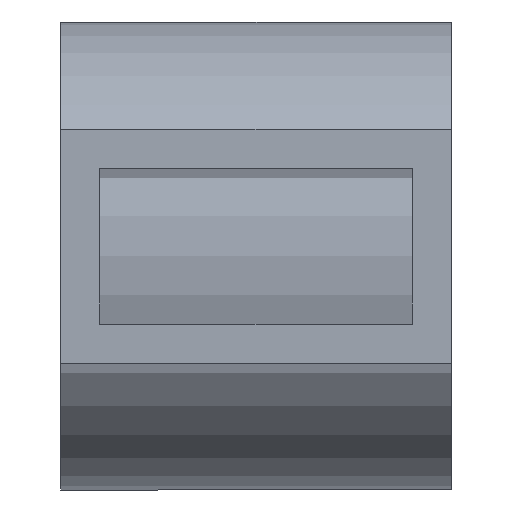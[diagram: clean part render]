
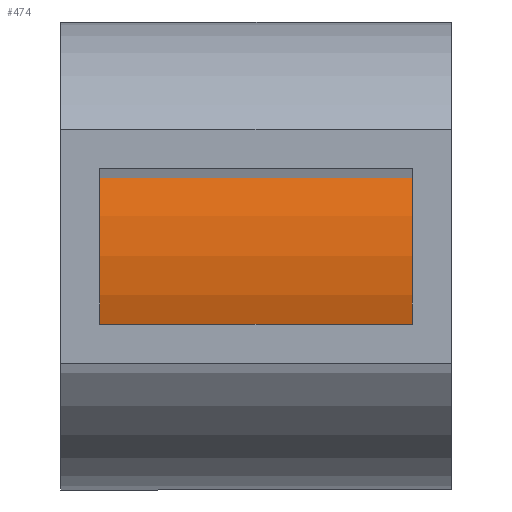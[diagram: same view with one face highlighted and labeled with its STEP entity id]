
A CAD part, top view. The second image highlights one B-rep face of the part: STEP entity #474.
In plain terms, the highlighted cylindrical face has radius 6 mm (diameter 12 mm), a partial arc.
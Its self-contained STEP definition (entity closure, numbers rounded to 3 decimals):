
#5 = CARTESIAN_POINT ( 'NONE',  ( -4., 2., 10.657 ) ) ;
#12 = VERTEX_POINT ( 'NONE', #67 ) ;
#17 = ORIENTED_EDGE ( 'NONE', *, *, #657, .T. ) ;
#21 = DIRECTION ( 'NONE',  ( -1., 0., 0. ) ) ;
#34 = AXIS2_PLACEMENT_3D ( 'NONE', #495, #21, #385 ) ;
#52 = EDGE_CURVE ( 'NONE', #12, #411, #184, .T. ) ;
#67 = CARTESIAN_POINT ( 'NONE',  ( -4., -2., 10.657 ) ) ;
#102 = ORIENTED_EDGE ( 'NONE', *, *, #52, .T. ) ;
#133 = CARTESIAN_POINT ( 'NONE',  ( 5., 2., 10.657 ) ) ;
#153 = EDGE_LOOP ( 'NONE', ( #17, #565, #361, #102 ) ) ;
#165 = CARTESIAN_POINT ( 'NONE',  ( 5., 0., 5. ) ) ;
#184 = LINE ( 'NONE', #646, #478 ) ;
#190 = VERTEX_POINT ( 'NONE', #458 ) ;
#215 = FACE_OUTER_BOUND ( 'NONE', #153, .T. ) ;
#229 = DIRECTION ( 'NONE',  ( 1., 0., 0. ) ) ;
#274 = CARTESIAN_POINT ( 'NONE',  ( 4., -2., 10.657 ) ) ;
#313 = DIRECTION ( 'NONE',  ( 0., -1., 0. ) ) ;
#361 = ORIENTED_EDGE ( 'NONE', *, *, #480, .T. ) ;
#385 = DIRECTION ( 'NONE',  ( 0., 0., 1. ) ) ;
#389 = DIRECTION ( 'NONE',  ( -1., 0., 0. ) ) ;
#411 = VERTEX_POINT ( 'NONE', #274 ) ;
#418 = CYLINDRICAL_SURFACE ( 'NONE', #434, 6. ) ;
#428 = LINE ( 'NONE', #133, #476 ) ;
#434 = AXIS2_PLACEMENT_3D ( 'NONE', #165, #575, #313 ) ;
#444 = DIRECTION ( 'NONE',  ( 0., 0., -1. ) ) ;
#454 = VERTEX_POINT ( 'NONE', #5 ) ;
#458 = CARTESIAN_POINT ( 'NONE',  ( 4., 2., 10.657 ) ) ;
#474 = ADVANCED_FACE ( 'NONE', ( #215 ), #418, .T. ) ;
#476 = VECTOR ( 'NONE', #389, 1000. ) ;
#478 = VECTOR ( 'NONE', #229, 1000. ) ;
#480 = EDGE_CURVE ( 'NONE', #454, #12, #536, .T. ) ;
#491 = DIRECTION ( 'NONE',  ( 1., 0., 0. ) ) ;
#495 = CARTESIAN_POINT ( 'NONE',  ( 4., 0., 5. ) ) ;
#526 = CARTESIAN_POINT ( 'NONE',  ( -4., 0., 5. ) ) ;
#533 = EDGE_CURVE ( 'NONE', #190, #454, #428, .T. ) ;
#536 = CIRCLE ( 'NONE', #624, 6. ) ;
#565 = ORIENTED_EDGE ( 'NONE', *, *, #533, .T. ) ;
#575 = DIRECTION ( 'NONE',  ( -1., 0., 0. ) ) ;
#624 = AXIS2_PLACEMENT_3D ( 'NONE', #526, #491, #444 ) ;
#625 = CIRCLE ( 'NONE', #34, 6. ) ;
#646 = CARTESIAN_POINT ( 'NONE',  ( 5., -2., 10.657 ) ) ;
#657 = EDGE_CURVE ( 'NONE', #411, #190, #625, .T. ) ;
